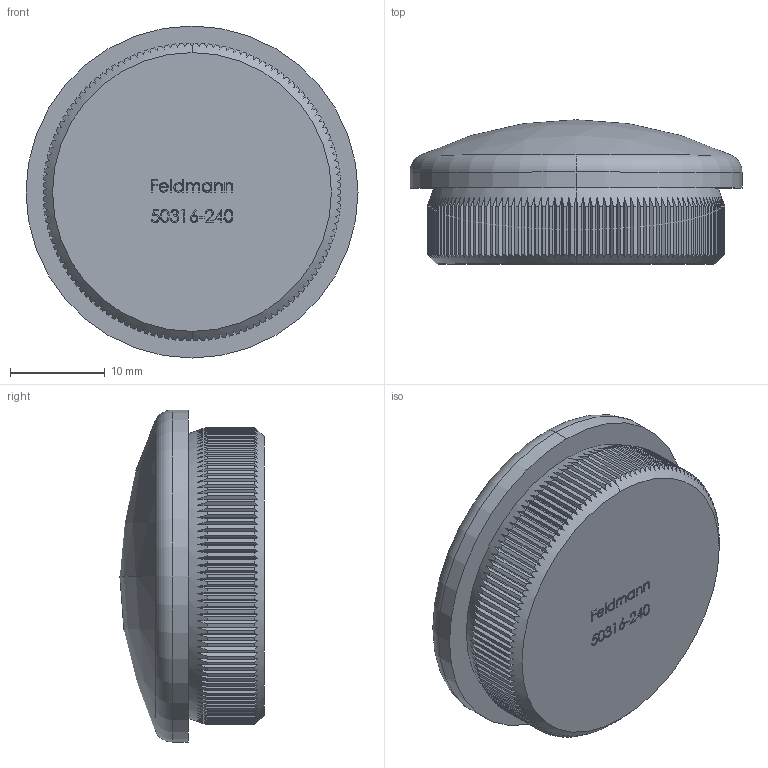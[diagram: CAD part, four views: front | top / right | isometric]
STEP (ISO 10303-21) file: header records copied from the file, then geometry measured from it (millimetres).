
FILE_DESCRIPTION (( 'STEP AP203' ), '1' );
FILE_NAME ('50318-240.step', '2018-10-25T11:53:22', ( '' ), ( '' ), 'SwSTEP 2.0', 'SolidWorks 2015', '' );
FILE_SCHEMA (( 'CONFIG_CONTROL_DESIGN' ));
Length unit declared in the file: millimetre
Products named in the file (1): 50318-240
Bounding box: 35 x 15.2 x 35 mm (x, y, z)
Volume: 10900.1 mm3; surface area: 3377.8 mm2
Topology: 1 solids, 1 shells, 624 faces, 1786 edges, 1189 vertices
Faces by surface type: plane 381, cylinder 132, bspline 103, cone 4, torus 2, sphere 2
Entity records: 26569 total; most frequent: CARTESIAN_POINT 11647, ORIENTED_EDGE 3572, DIRECTION 2380, EDGE_CURVE 1786, VERTEX_POINT 1189, AXIS2_PLACEMENT_3D 798, LINE 784, VECTOR 784
